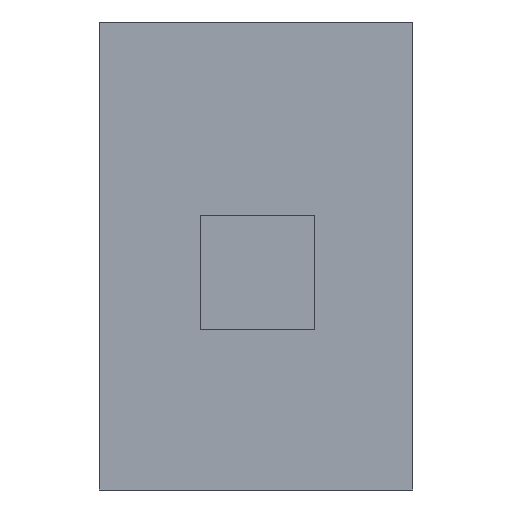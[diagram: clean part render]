
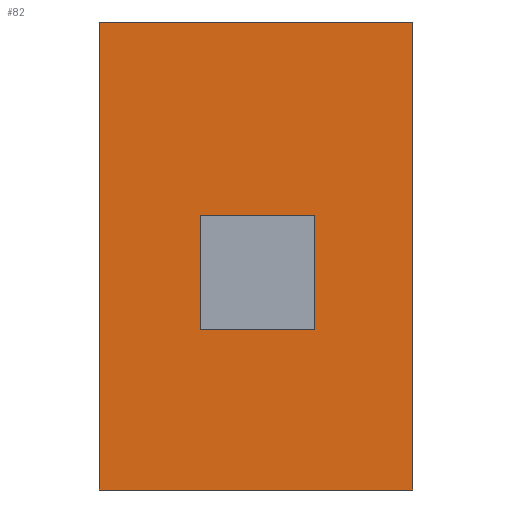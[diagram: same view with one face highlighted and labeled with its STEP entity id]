
A CAD part, front view. The second image highlights one B-rep face of the part: STEP entity #82.
In plain terms, the highlighted planar face has unit normal (0, -1, 0).
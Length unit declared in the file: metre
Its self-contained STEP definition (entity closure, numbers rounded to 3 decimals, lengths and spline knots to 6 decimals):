
#82=ADVANCED_FACE('1:21',(#199,#200),#201,.F.);
#199=FACE_BOUND('',#349,.T.);
#200=FACE_OUTER_BOUND('',#350,.T.);
#201=PLANE('',#351);
#349=EDGE_LOOP('',(#518,#519,#520,#521));
#350=EDGE_LOOP('',(#522,#523,#524,#525));
#351=AXIS2_PLACEMENT_3D('',#526,#527,#528);
#518=ORIENTED_EDGE('',*,*,#946,.T.);
#519=ORIENTED_EDGE('',*,*,#931,.T.);
#520=ORIENTED_EDGE('',*,*,#936,.T.);
#521=ORIENTED_EDGE('',*,*,#940,.T.);
#522=ORIENTED_EDGE('',*,*,#948,.F.);
#523=ORIENTED_EDGE('',*,*,#949,.F.);
#524=ORIENTED_EDGE('',*,*,#950,.F.);
#525=ORIENTED_EDGE('',*,*,#951,.F.);
#526=CARTESIAN_POINT('',(0.0,0.0,0.0));
#527=DIRECTION('',(0.0,1.0,0.0));
#528=DIRECTION('',(1.0,0.0,-0.0));
#931=EDGE_CURVE('1:339',#1111,#1112,#1113,.T.);
#936=EDGE_CURVE('1:329',#1112,#1120,#1121,.T.);
#940=EDGE_CURVE('1:319',#1120,#1126,#1127,.T.);
#946=EDGE_CURVE('1:309',#1126,#1111,#1134,.T.);
#948=EDGE_CURVE('0:390',#1136,#1137,#1138,.T.);
#949=EDGE_CURVE('0:495',#1139,#1136,#1140,.T.);
#950=EDGE_CURVE('0:375',#1141,#1139,#1142,.T.);
#951=EDGE_CURVE('0:489',#1137,#1141,#1143,.T.);
#1111=VERTEX_POINT('',#1379);
#1112=VERTEX_POINT('',#1380);
#1113=LINE('',#1381,#1382);
#1120=VERTEX_POINT('',#1392);
#1121=LINE('',#1393,#1394);
#1126=VERTEX_POINT('',#1401);
#1127=LINE('',#1402,#1403);
#1134=LINE('',#1413,#1414);
#1136=VERTEX_POINT('',#1416);
#1137=VERTEX_POINT('',#1417);
#1138=LINE('',#1418,#1419);
#1139=VERTEX_POINT('',#1420);
#1140=LINE('',#1421,#1422);
#1141=VERTEX_POINT('',#1423);
#1142=LINE('',#1424,#1425);
#1143=LINE('',#1426,#1427);
#1379=CARTESIAN_POINT('',(-0.0575,0.0,-0.0525));
#1380=CARTESIAN_POINT('',(-0.0265,0.0,-0.0525));
#1381=CARTESIAN_POINT('',(-0.0575,0.0,-0.0525));
#1382=VECTOR('',#1778,1.0);
#1392=CARTESIAN_POINT('',(-0.0265,0.0,-0.0835));
#1393=CARTESIAN_POINT('',(-0.0265,0.0,-0.0525));
#1394=VECTOR('',#1782,1.0);
#1401=CARTESIAN_POINT('',(-0.0575,0.0,-0.0835));
#1402=CARTESIAN_POINT('',(-0.0265,0.0,-0.0835));
#1403=VECTOR('',#1785,1.0);
#1413=CARTESIAN_POINT('',(-0.0575,0.0,-0.0835));
#1414=VECTOR('',#1789,1.0);
#1416=CARTESIAN_POINT('',(-0.085,0.0,0.0));
#1417=CARTESIAN_POINT('',(0.0,0.0,0.0));
#1418=CARTESIAN_POINT('',(-0.085,0.0,0.0));
#1419=VECTOR('',#1790,1.0);
#1420=CARTESIAN_POINT('',(-0.085,0.0,-0.127));
#1421=CARTESIAN_POINT('',(-0.085,0.0,-0.127));
#1422=VECTOR('',#1791,1.0);
#1423=CARTESIAN_POINT('',(0.0,0.0,-0.127));
#1424=CARTESIAN_POINT('',(0.0,0.0,-0.127));
#1425=VECTOR('',#1792,1.0);
#1426=CARTESIAN_POINT('',(0.0,0.0,0.0));
#1427=VECTOR('',#1793,1.0);
#1778=DIRECTION('',(1.0,0.0,0.0));
#1782=DIRECTION('',(0.0,0.0,-1.0));
#1785=DIRECTION('',(-1.0,0.0,0.0));
#1789=DIRECTION('',(0.0,0.0,1.0));
#1790=DIRECTION('',(1.0,0.0,0.0));
#1791=DIRECTION('',(0.0,0.0,1.0));
#1792=DIRECTION('',(-1.0,0.0,0.0));
#1793=DIRECTION('',(0.0,0.0,-1.0));
